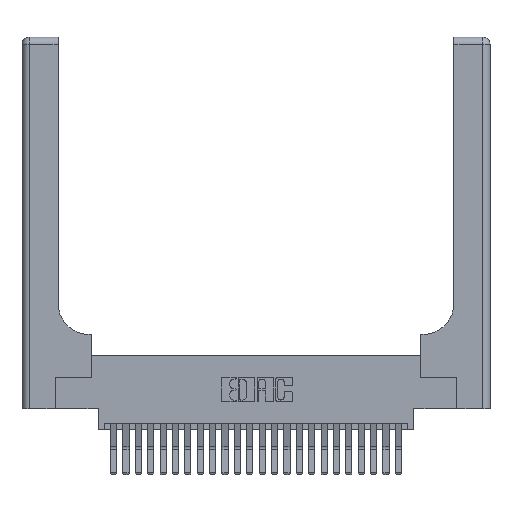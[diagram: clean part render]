
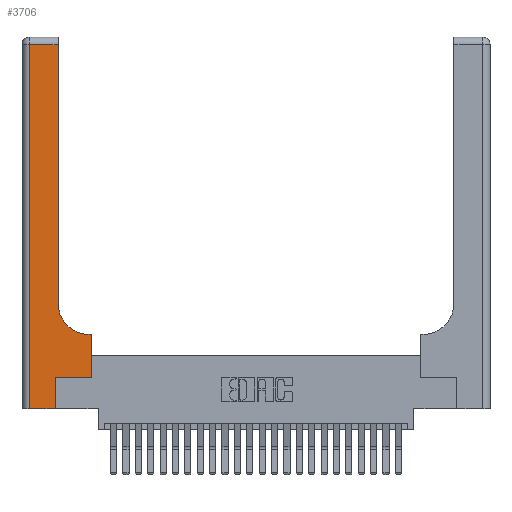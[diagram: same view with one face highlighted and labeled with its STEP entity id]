
A CAD part, top view. The second image highlights one B-rep face of the part: STEP entity #3706.
In plain terms, the highlighted planar face has unit normal (0, 0, 1).
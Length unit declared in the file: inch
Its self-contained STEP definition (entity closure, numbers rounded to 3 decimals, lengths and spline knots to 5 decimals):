
#82 = CARTESIAN_POINT ( 'NONE',  ( 0., 0., 0.37 ) ) ;
#179 = DIRECTION ( 'NONE',  ( 0., 1., 0. ) ) ;
#201 = VECTOR ( 'NONE', #4290, 39.37008 ) ;
#937 = VECTOR ( 'NONE', #4204, 39.37008 ) ;
#1415 = VERTEX_POINT ( 'NONE', #18220 ) ;
#1687 = CARTESIAN_POINT ( 'NONE',  ( 0.5585, 0.25, 0.37 ) ) ;
#1922 = ORIENTED_EDGE ( 'NONE', *, *, #6162, .T. ) ;
#1938 = CARTESIAN_POINT ( 'NONE',  ( 0.06, 2.94, 0.37 ) ) ;
#2008 = CARTESIAN_POINT ( 'NONE',  ( 0.269, 0.25, 0.37 ) ) ;
#2060 = VERTEX_POINT ( 'NONE', #14738 ) ;
#2141 = ORIENTED_EDGE ( 'NONE', *, *, #2559, .T. ) ;
#2450 = EDGE_CURVE ( 'NONE', #24916, #1415, #24468, .T. ) ;
#2559 = EDGE_CURVE ( 'NONE', #1415, #3280, #11275, .T. ) ;
#2614 = EDGE_CURVE ( 'NONE', #13458, #21937, #9330, .T. ) ;
#2990 = CARTESIAN_POINT ( 'NONE',  ( 0., 2.94, 0.37 ) ) ;
#3013 = AXIS2_PLACEMENT_3D ( 'NONE', #3462, #11665, #24176 ) ;
#3280 = VERTEX_POINT ( 'NONE', #1938 ) ;
#3462 = CARTESIAN_POINT ( 'NONE',  ( 0.5415, 0.85, 0.37 ) ) ;
#3615 = CIRCLE ( 'NONE', #3013, 0.25 ) ;
#3706 = ADVANCED_FACE ( 'NONE', ( #7334 ), #3834, .F. ) ;
#3744 = LINE ( 'NONE', #82, #201 ) ;
#3750 = CARTESIAN_POINT ( 'NONE',  ( 0., 3., 0.37 ) ) ;
#3834 = PLANE ( 'NONE',  #9526 ) ;
#4204 = DIRECTION ( 'NONE',  ( 0., 1., 0. ) ) ;
#4290 = DIRECTION ( 'NONE',  ( 1., 0., 0. ) ) ;
#4344 = DIRECTION ( 'NONE',  ( -1., 0., 0. ) ) ;
#5743 = DIRECTION ( 'NONE',  ( -1., 0., 0. ) ) ;
#5753 = CARTESIAN_POINT ( 'NONE',  ( 0.269, 0., 0.37 ) ) ;
#6162 = EDGE_CURVE ( 'NONE', #13012, #24916, #3615, .T. ) ;
#7334 = FACE_OUTER_BOUND ( 'NONE', #23407, .T. ) ;
#7939 = ORIENTED_EDGE ( 'NONE', *, *, #22045, .T. ) ;
#8147 = CARTESIAN_POINT ( 'NONE',  ( 0.5585, 0.25, 0.37 ) ) ;
#8425 = DIRECTION ( 'NONE',  ( 1., 0., 0. ) ) ;
#9008 = LINE ( 'NONE', #10275, #21564 ) ;
#9063 = EDGE_CURVE ( 'NONE', #21937, #2060, #16394, .T. ) ;
#9330 = LINE ( 'NONE', #2008, #22547 ) ;
#9352 = VECTOR ( 'NONE', #26195, 39.37008 ) ;
#9526 = AXIS2_PLACEMENT_3D ( 'NONE', #3750, #14303, #5743 ) ;
#9669 = LINE ( 'NONE', #10017, #9352 ) ;
#10017 = CARTESIAN_POINT ( 'NONE',  ( 0.06, 3., 0.37 ) ) ;
#10275 = CARTESIAN_POINT ( 'NONE',  ( 0.269, 0., 0.37 ) ) ;
#10476 = EDGE_CURVE ( 'NONE', #17918, #12116, #3744, .T. ) ;
#10922 = VECTOR ( 'NONE', #18708, 39.37008 ) ;
#11275 = LINE ( 'NONE', #2990, #24156 ) ;
#11665 = DIRECTION ( 'NONE',  ( 0., 0., -1. ) ) ;
#12116 = VERTEX_POINT ( 'NONE', #5753 ) ;
#13012 = VERTEX_POINT ( 'NONE', #18741 ) ;
#13291 = ORIENTED_EDGE ( 'NONE', *, *, #2614, .T. ) ;
#13451 = DIRECTION ( 'NONE',  ( -1., 0., 0. ) ) ;
#13458 = VERTEX_POINT ( 'NONE', #16708 ) ;
#14303 = DIRECTION ( 'NONE',  ( 0., 0., -1. ) ) ;
#14738 = CARTESIAN_POINT ( 'NONE',  ( 0.5585, 0.6, 0.37 ) ) ;
#14772 = ORIENTED_EDGE ( 'NONE', *, *, #2450, .T. ) ;
#15973 = ORIENTED_EDGE ( 'NONE', *, *, #21106, .T. ) ;
#16123 = ORIENTED_EDGE ( 'NONE', *, *, #20626, .T. ) ;
#16394 = LINE ( 'NONE', #8147, #10922 ) ;
#16708 = CARTESIAN_POINT ( 'NONE',  ( 0.269, 0.25, 0.37 ) ) ;
#17137 = VECTOR ( 'NONE', #4344, 39.37008 ) ;
#17918 = VERTEX_POINT ( 'NONE', #22108 ) ;
#18220 = CARTESIAN_POINT ( 'NONE',  ( 0.2915, 2.94, 0.37 ) ) ;
#18708 = DIRECTION ( 'NONE',  ( 0., 1., 0. ) ) ;
#18741 = CARTESIAN_POINT ( 'NONE',  ( 0.5415, 0.6, 0.37 ) ) ;
#18863 = ORIENTED_EDGE ( 'NONE', *, *, #9063, .T. ) ;
#20626 = EDGE_CURVE ( 'NONE', #2060, #13012, #21637, .T. ) ;
#21106 = EDGE_CURVE ( 'NONE', #3280, #17918, #9669, .T. ) ;
#21564 = VECTOR ( 'NONE', #179, 39.37008 ) ;
#21637 = LINE ( 'NONE', #22838, #17137 ) ;
#21937 = VERTEX_POINT ( 'NONE', #1687 ) ;
#22045 = EDGE_CURVE ( 'NONE', #12116, #13458, #9008, .T. ) ;
#22108 = CARTESIAN_POINT ( 'NONE',  ( 0.06, 0., 0.37 ) ) ;
#22547 = VECTOR ( 'NONE', #8425, 39.37008 ) ;
#22838 = CARTESIAN_POINT ( 'NONE',  ( 0.2915, 0.6, 0.37 ) ) ;
#22954 = CARTESIAN_POINT ( 'NONE',  ( 0.2915, 3., 0.37 ) ) ;
#23407 = EDGE_LOOP ( 'NONE', ( #14772, #2141, #15973, #23946, #7939, #13291, #18863, #16123, #1922 ) ) ;
#23946 = ORIENTED_EDGE ( 'NONE', *, *, #10476, .T. ) ;
#24156 = VECTOR ( 'NONE', #13451, 39.37008 ) ;
#24176 = DIRECTION ( 'NONE',  ( 1., 0., 0. ) ) ;
#24468 = LINE ( 'NONE', #22954, #937 ) ;
#24909 = CARTESIAN_POINT ( 'NONE',  ( 0.2915, 0.85, 0.37 ) ) ;
#24916 = VERTEX_POINT ( 'NONE', #24909 ) ;
#26195 = DIRECTION ( 'NONE',  ( 0., -1., 0. ) ) ;
